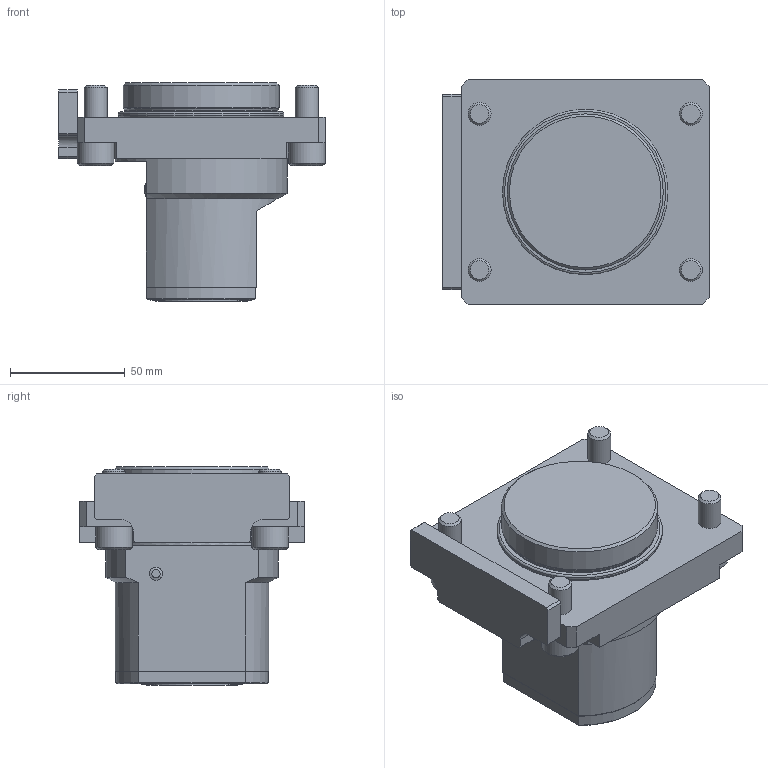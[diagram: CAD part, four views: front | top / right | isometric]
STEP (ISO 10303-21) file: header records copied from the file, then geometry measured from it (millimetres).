
FILE_DESCRIPTION(/* description */ (''),/* implementation_level */ '2;1');
FILE_NAME(/* name */ '1617096579511.stp',/* time_stamp */ '2021-03-30T11:29:45+02:00',/* author */ (''),/* organization */ ('SMS'),/* preprocessor_version */ 'ST-DEVELOPER v16.7',/* originating_system */ 'SIEMENS PLM Software NX 12.0',/* authorisation */ '');
FILE_SCHEMA (('AUTOMOTIVE_DESIGN { 1 0 10303 214 3 1 1 1 }'));
Length unit declared in the file: millimetre
Products named in the file (1): 203454791mod000_00
Bounding box: 116 x 98 x 94.96 mm (x, y, z)
Volume: 446796.1 mm3; surface area: 53590.8 mm2
Topology: 1 solids, 1 shells, 127 faces, 305 edges, 196 vertices
Faces by surface type: plane 71, cylinder 30, cone 17, sphere 5, torus 3, bspline 1
Full cylindrical faces by diameter (mm): 2.5 x1, 5.7 x1, 7.2 x4, 10 x4, 16 x4, 31.6 x1, 40 x1, 66.7 x1, 68 x1, 72.04 x1, 75 x1
Entity records: 3629 total; most frequent: CARTESIAN_POINT 842, DIRECTION 580, ORIENTED_EDGE 494, EDGE_CURVE 247, AXIS2_PLACEMENT_3D 217, EDGE_LOOP 183, VERTEX_POINT 178, LINE 146
